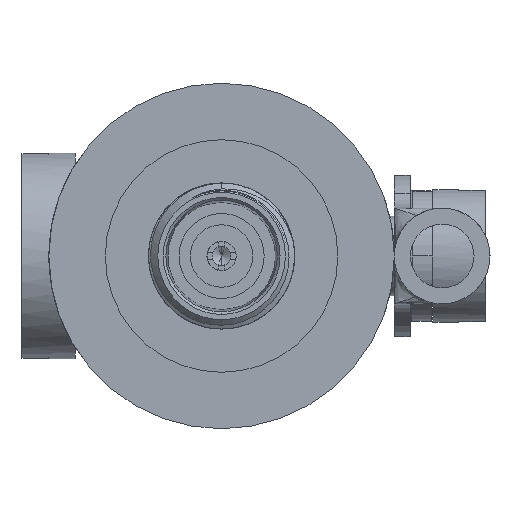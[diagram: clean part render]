
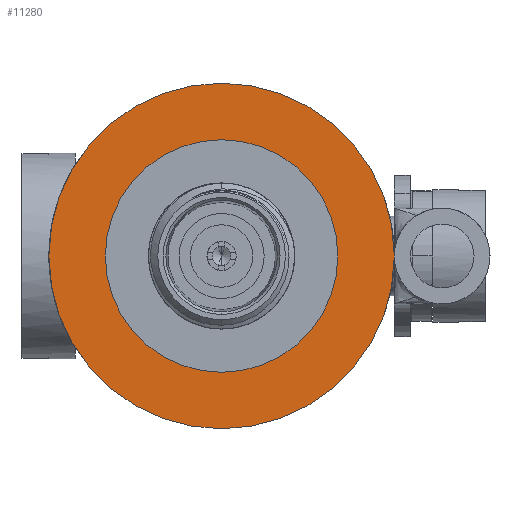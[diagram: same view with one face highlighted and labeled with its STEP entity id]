
A CAD part, left-side view. The second image highlights one B-rep face of the part: STEP entity #11280.
In plain terms, the highlighted planar face has unit normal (-1, 0, 0).
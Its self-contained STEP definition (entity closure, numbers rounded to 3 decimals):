
#827 = CARTESIAN_POINT ( 'NONE',  ( 0., 0., 13. ) ) ;
#1043 = DIRECTION ( 'NONE',  ( -1., 0., 0. ) ) ;
#1172 = AXIS2_PLACEMENT_3D ( 'NONE', #15327, #6548, #16821 ) ;
#1202 = DIRECTION ( 'NONE',  ( 0., 0., 1. ) ) ;
#1767 = ORIENTED_EDGE ( 'NONE', *, *, #15602, .T. ) ;
#1869 = VERTEX_POINT ( 'NONE', #4863 ) ;
#3051 = EDGE_CURVE ( 'NONE', #17388, #9244, #6151, .T. ) ;
#3197 = DIRECTION ( 'NONE',  ( 1., 0., 0. ) ) ;
#3432 = AXIS2_PLACEMENT_3D ( 'NONE', #9851, #1043, #11344 ) ;
#4177 = CARTESIAN_POINT ( 'NONE',  ( 0., 0., -7. ) ) ;
#4721 = CARTESIAN_POINT ( 'NONE',  ( 0., 7., 0. ) ) ;
#4846 = EDGE_CURVE ( 'NONE', #6698, #1869, #7739, .T. ) ;
#4863 = CARTESIAN_POINT ( 'NONE',  ( 0., 0., -13. ) ) ;
#6151 = CIRCLE ( 'NONE', #15670, 7. ) ;
#6262 = CARTESIAN_POINT ( 'NONE',  ( 0., 0., 0. ) ) ;
#6548 = DIRECTION ( 'NONE',  ( -1., 0., 0. ) ) ;
#6698 = VERTEX_POINT ( 'NONE', #827 ) ;
#7722 = DIRECTION ( 'NONE',  ( 0., 0., 1. ) ) ;
#7739 = CIRCLE ( 'NONE', #3432, 13. ) ;
#8248 = EDGE_LOOP ( 'NONE', ( #13269, #11083 ) ) ;
#9244 = VERTEX_POINT ( 'NONE', #13576 ) ;
#9276 = AXIS2_PLACEMENT_3D ( 'NONE', #6262, #16511, #7722 ) ;
#9851 = CARTESIAN_POINT ( 'NONE',  ( 0., 0., 0. ) ) ;
#10021 = DIRECTION ( 'NONE',  ( -1., 0., 0. ) ) ;
#10819 = CIRCLE ( 'NONE', #9276, 13. ) ;
#11083 = ORIENTED_EDGE ( 'NONE', *, *, #3051, .F. ) ;
#11280 = ADVANCED_FACE ( 'NONE', ( #17808, #17339 ), #16470, .F. ) ;
#11344 = DIRECTION ( 'NONE',  ( 0., 0., 1. ) ) ;
#13269 = ORIENTED_EDGE ( 'NONE', *, *, #14710, .F. ) ;
#13341 = AXIS2_PLACEMENT_3D ( 'NONE', #4721, #3197, #17959 ) ;
#13576 = CARTESIAN_POINT ( 'NONE',  ( 0., 0., 7. ) ) ;
#14710 = EDGE_CURVE ( 'NONE', #9244, #17388, #16324, .T. ) ;
#15010 = EDGE_LOOP ( 'NONE', ( #15210, #1767 ) ) ;
#15210 = ORIENTED_EDGE ( 'NONE', *, *, #4846, .T. ) ;
#15327 = CARTESIAN_POINT ( 'NONE',  ( 0., 0., 0. ) ) ;
#15602 = EDGE_CURVE ( 'NONE', #1869, #6698, #10819, .T. ) ;
#15670 = AXIS2_PLACEMENT_3D ( 'NONE', #18823, #10021, #1202 ) ;
#16324 = CIRCLE ( 'NONE', #1172, 7. ) ;
#16470 = PLANE ( 'NONE',  #13341 ) ;
#16511 = DIRECTION ( 'NONE',  ( -1., 0., 0. ) ) ;
#16821 = DIRECTION ( 'NONE',  ( 0., 0., 1. ) ) ;
#17339 = FACE_OUTER_BOUND ( 'NONE', #15010, .T. ) ;
#17388 = VERTEX_POINT ( 'NONE', #4177 ) ;
#17808 = FACE_BOUND ( 'NONE', #8248, .T. ) ;
#17959 = DIRECTION ( 'NONE',  ( 0., 0., -1. ) ) ;
#18823 = CARTESIAN_POINT ( 'NONE',  ( 0., 0., 0. ) ) ;
